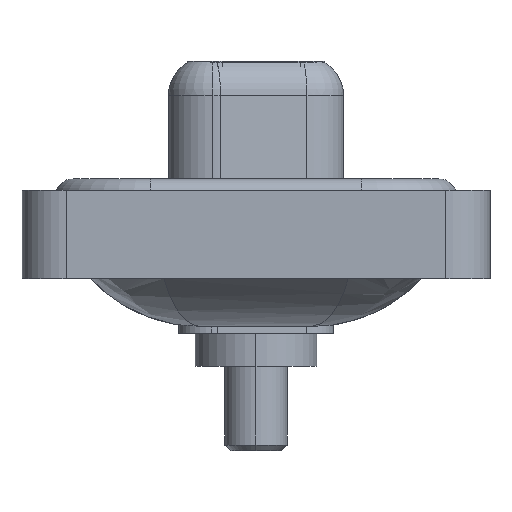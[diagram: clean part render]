
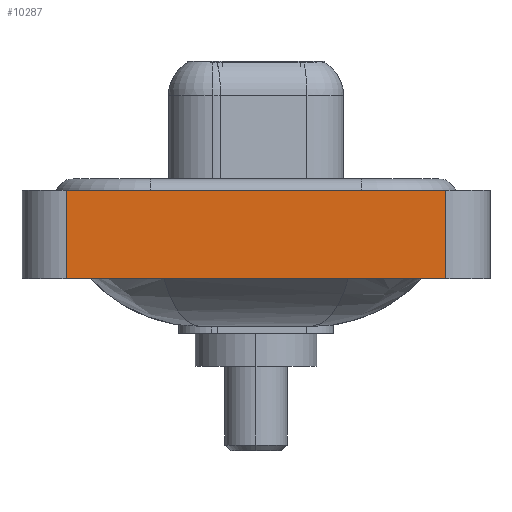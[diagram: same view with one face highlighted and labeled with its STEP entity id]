
A CAD part, left-side view. The second image highlights one B-rep face of the part: STEP entity #10287.
In plain terms, the highlighted planar face has unit normal (-1, 0, 0).
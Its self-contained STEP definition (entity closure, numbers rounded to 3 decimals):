
#564 = LINE ( 'NONE', #8253, #2092 ) ;
#897 = DIRECTION ( 'NONE',  ( 0., 0., 1. ) ) ;
#914 = LINE ( 'NONE', #14885, #10484 ) ;
#2092 = VECTOR ( 'NONE', #2207, 1000. ) ;
#2207 = DIRECTION ( 'NONE',  ( 0., 0., 1. ) ) ;
#2395 = EDGE_CURVE ( 'NONE', #9322, #5319, #9434, .T. ) ;
#2465 = CARTESIAN_POINT ( 'NONE',  ( -7.35, 8.55, -3.6 ) ) ;
#2576 = VERTEX_POINT ( 'NONE', #2465 ) ;
#2642 = EDGE_CURVE ( 'NONE', #9663, #5319, #12235, .T. ) ;
#3278 = CARTESIAN_POINT ( 'NONE',  ( -7.35, -8.55, 0.4 ) ) ;
#3333 = CARTESIAN_POINT ( 'NONE',  ( -7.35, -8.55, -3.6 ) ) ;
#3724 = DIRECTION ( 'NONE',  ( -1., 0., 0. ) ) ;
#3774 = ORIENTED_EDGE ( 'NONE', *, *, #2395, .F. ) ;
#4353 = VECTOR ( 'NONE', #897, 1000. ) ;
#4887 = CARTESIAN_POINT ( 'NONE',  ( -7.35, -8.55, -3.6 ) ) ;
#5319 = VERTEX_POINT ( 'NONE', #3278 ) ;
#5602 = ORIENTED_EDGE ( 'NONE', *, *, #10503, .F. ) ;
#6564 = ORIENTED_EDGE ( 'NONE', *, *, #2642, .T. ) ;
#7372 = DIRECTION ( 'NONE',  ( 0., -1., 0. ) ) ;
#7758 = VECTOR ( 'NONE', #11988, 1000. ) ;
#8253 = CARTESIAN_POINT ( 'NONE',  ( -7.35, 8.55, -3.6 ) ) ;
#8875 = CARTESIAN_POINT ( 'NONE',  ( -7.35, 8.55, 0.4 ) ) ;
#9322 = VERTEX_POINT ( 'NONE', #8875 ) ;
#9434 = LINE ( 'NONE', #13160, #7758 ) ;
#9663 = VERTEX_POINT ( 'NONE', #3333 ) ;
#9988 = FACE_OUTER_BOUND ( 'NONE', #10293, .T. ) ;
#10287 = ADVANCED_FACE ( 'NONE', ( #9988 ), #15034, .T. ) ;
#10293 = EDGE_LOOP ( 'NONE', ( #6564, #3774, #5602, #14305 ) ) ;
#10484 = VECTOR ( 'NONE', #7372, 1000. ) ;
#10503 = EDGE_CURVE ( 'NONE', #2576, #9322, #564, .T. ) ;
#11988 = DIRECTION ( 'NONE',  ( 0., -1., 0. ) ) ;
#12235 = LINE ( 'NONE', #13717, #4353 ) ;
#13160 = CARTESIAN_POINT ( 'NONE',  ( -7.35, -8.55, 0.4 ) ) ;
#13717 = CARTESIAN_POINT ( 'NONE',  ( -7.35, -8.55, -3.6 ) ) ;
#13791 = DIRECTION ( 'NONE',  ( 0., 0., 1. ) ) ;
#14305 = ORIENTED_EDGE ( 'NONE', *, *, #15919, .T. ) ;
#14885 = CARTESIAN_POINT ( 'NONE',  ( -7.35, -8.55, -3.6 ) ) ;
#15020 = AXIS2_PLACEMENT_3D ( 'NONE', #4887, #3724, #13791 ) ;
#15034 = PLANE ( 'NONE',  #15020 ) ;
#15919 = EDGE_CURVE ( 'NONE', #2576, #9663, #914, .T. ) ;
